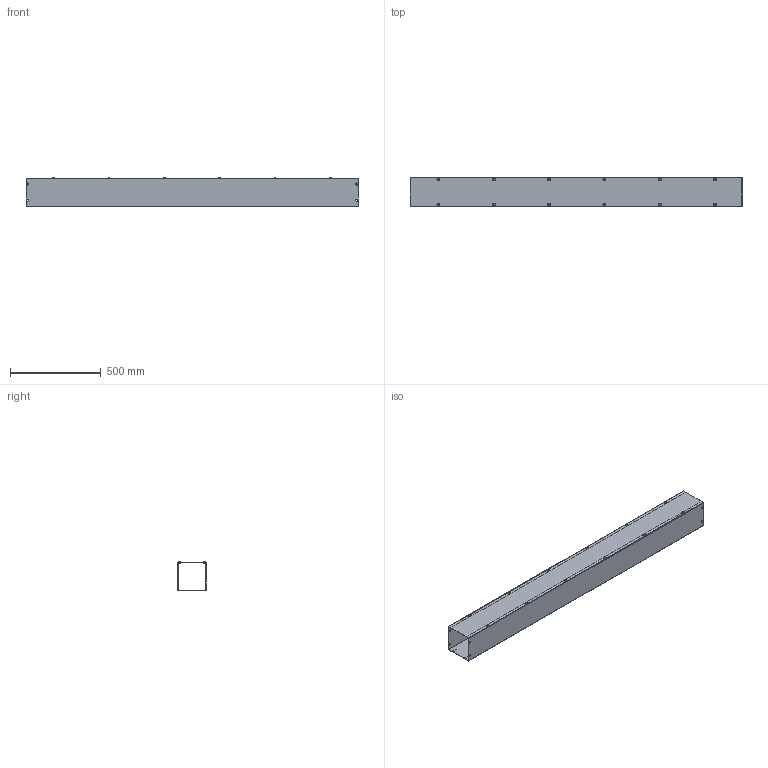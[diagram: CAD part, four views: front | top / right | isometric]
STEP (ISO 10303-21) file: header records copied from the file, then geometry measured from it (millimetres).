
FILE_DESCRIPTION(/* description */ ('WW, S, NK, BLR, GALV, 6X6X72'),/* implementation_level */ '2;1');
FILE_NAME(/* name */ 'S6672GNK.stp',/* time_stamp */ '2017-06-27T12:29:16+06:00',/* author */ ('vdas'),/* organization */ (''),/* preprocessor_version */ 'ST-DEVELOPER v16.1',/* originating_system */ 'Autodesk Inventor 2016',/* authorisation */ '');
FILE_SCHEMA (('AUTOMOTIVE_DESIGN { 1 0 10303 214 3 1 1 }'));
Length unit declared in the file: inch
Products named in the file (4): S6672GNKBLR; S6672GNKLID; 372141; S6672GNK
Assembly tree (14 placements, depth 2):
  S6672GNK
    S6672GNKBLR
    S6672GNKLID
    372141  x12
Bounding box: 1828.8 x 155.57 x 160.59 mm (x, y, z)
Volume: 1878506 mm3; surface area: 2383221.8 mm2
Topology: 14 solids, 14 shells, 1132 faces, 2716 edges, 1624 vertices
Faces by surface type: plane 400, cone 324, cylinder 216, torus 168, bspline 24
Full cylindrical faces by diameter (mm): 4.089 x12, 4.595 x96, 6.35 x4, 7.938 x12
Entity records: 9834 total; most frequent: CARTESIAN_POINT 2307, DIRECTION 1514, ORIENTED_EDGE 1400, EDGE_CURVE 700, AXIS2_PLACEMENT_3D 577, VERTEX_POINT 486, EDGE_LOOP 450, LINE 360
